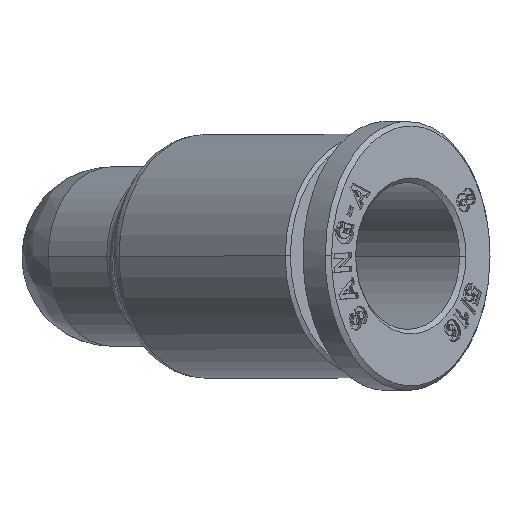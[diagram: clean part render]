
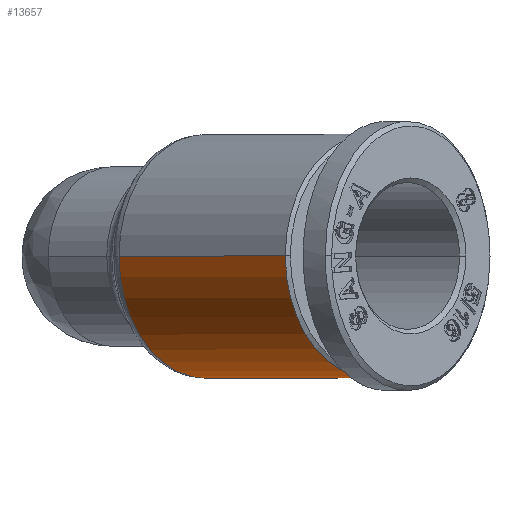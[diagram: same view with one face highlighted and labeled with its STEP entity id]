
A CAD part, top view. The second image highlights one B-rep face of the part: STEP entity #13657.
In plain terms, the highlighted cylindrical face has radius 6.8 mm (diameter 13.6 mm), a partial arc.
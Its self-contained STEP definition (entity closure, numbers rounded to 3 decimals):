
#145 = VECTOR ( 'NONE', #2751, 1000. ) ;
#1098 = VERTEX_POINT ( 'NONE', #4360 ) ;
#1789 = AXIS2_PLACEMENT_3D ( 'NONE', #12556, #6003, #13677 ) ;
#1902 = CARTESIAN_POINT ( 'NONE',  ( 9.222, 0., 15.513 ) ) ;
#2177 = DIRECTION ( 'NONE',  ( -0.707, 0., -0.707 ) ) ;
#2345 = CARTESIAN_POINT ( 'NONE',  ( 9.717, 0., 25.625 ) ) ;
#2741 = AXIS2_PLACEMENT_3D ( 'NONE', #9876, #2177, #6588 ) ;
#2751 = DIRECTION ( 'NONE',  ( 0.707, 0., 0.707 ) ) ;
#3320 = ORIENTED_EDGE ( 'NONE', *, *, #5229, .F. ) ;
#3900 = EDGE_CURVE ( 'NONE', #9880, #1098, #4562, .T. ) ;
#4043 = VECTOR ( 'NONE', #9088, 1000. ) ;
#4360 = CARTESIAN_POINT ( 'NONE',  ( 0.442, 0., 16.35 ) ) ;
#4562 = CIRCLE ( 'NONE', #2741, 6.8 ) ;
#5044 = CYLINDRICAL_SURFACE ( 'NONE', #9242, 6.8 ) ;
#5229 = EDGE_CURVE ( 'NONE', #1098, #11055, #12914, .T. ) ;
#5647 = CARTESIAN_POINT ( 'NONE',  ( 19.334, 0., 16.008 ) ) ;
#6003 = DIRECTION ( 'NONE',  ( -0.707, 0., -0.707 ) ) ;
#6061 = ORIENTED_EDGE ( 'NONE', *, *, #13480, .T. ) ;
#6472 = DIRECTION ( 'NONE',  ( 0.707, 0., -0.707 ) ) ;
#6588 = DIRECTION ( 'NONE',  ( 0.707, 0., -0.707 ) ) ;
#7008 = EDGE_LOOP ( 'NONE', ( #3320, #12060, #12192, #6061 ) ) ;
#7720 = DIRECTION ( 'NONE',  ( 0.707, 0., 0.707 ) ) ;
#9088 = DIRECTION ( 'NONE',  ( 0.707, 0., 0.707 ) ) ;
#9242 = AXIS2_PLACEMENT_3D ( 'NONE', #1902, #7720, #6472 ) ;
#9876 = CARTESIAN_POINT ( 'NONE',  ( 5.251, 0., 11.542 ) ) ;
#9880 = VERTEX_POINT ( 'NONE', #12614 ) ;
#10442 = LINE ( 'NONE', #12309, #145 ) ;
#10883 = FACE_OUTER_BOUND ( 'NONE', #7008, .T. ) ;
#11055 = VERTEX_POINT ( 'NONE', #2345 ) ;
#11385 = CIRCLE ( 'NONE', #1789, 6.8 ) ;
#12060 = ORIENTED_EDGE ( 'NONE', *, *, #3900, .F. ) ;
#12192 = ORIENTED_EDGE ( 'NONE', *, *, #12317, .T. ) ;
#12309 = CARTESIAN_POINT ( 'NONE',  ( 14.03, 0., 10.705 ) ) ;
#12317 = EDGE_CURVE ( 'NONE', #9880, #12897, #10442, .T. ) ;
#12556 = CARTESIAN_POINT ( 'NONE',  ( 14.525, 0., 20.816 ) ) ;
#12614 = CARTESIAN_POINT ( 'NONE',  ( 10.059, 0., 6.733 ) ) ;
#12897 = VERTEX_POINT ( 'NONE', #5647 ) ;
#12914 = LINE ( 'NONE', #13341, #4043 ) ;
#13341 = CARTESIAN_POINT ( 'NONE',  ( 4.414, 0., 20.321 ) ) ;
#13480 = EDGE_CURVE ( 'NONE', #12897, #11055, #11385, .T. ) ;
#13657 = ADVANCED_FACE ( 'NONE', ( #10883 ), #5044, .T. ) ;
#13677 = DIRECTION ( 'NONE',  ( 0.707, 0., -0.707 ) ) ;
